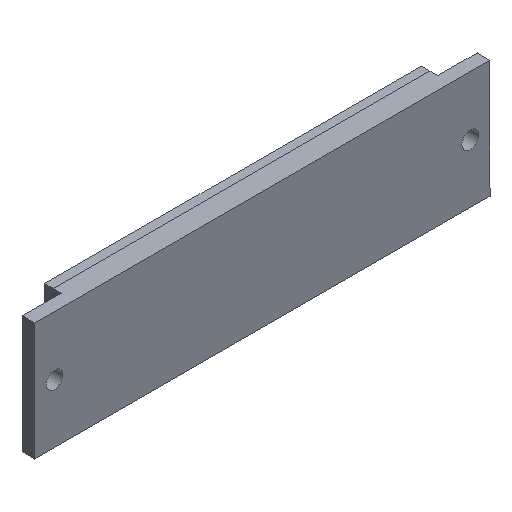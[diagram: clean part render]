
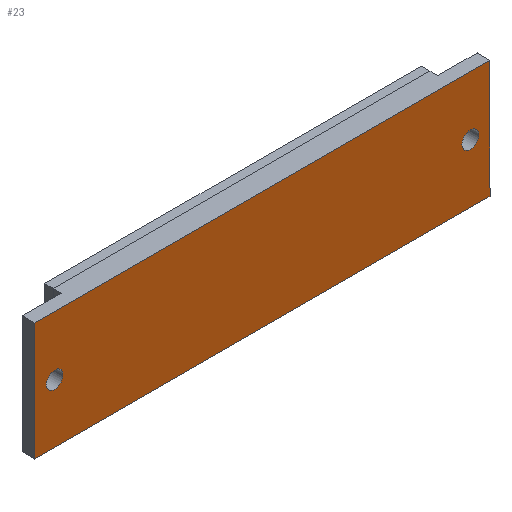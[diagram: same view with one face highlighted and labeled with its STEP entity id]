
A CAD part, isometric view. The second image highlights one B-rep face of the part: STEP entity #23.
In plain terms, the highlighted planar face has unit normal (0, -1, 0).
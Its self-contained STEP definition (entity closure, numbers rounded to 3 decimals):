
#5 = DIRECTION ( 'NONE',  ( 0., 0., 1. ) ) ;
#23 = ADVANCED_FACE ( 'NONE', ( #701, #651, #374 ), #846, .F. ) ;
#43 = CARTESIAN_POINT ( 'NONE',  ( -53., 0., 0. ) ) ;
#62 = VECTOR ( 'NONE', #254, 1000. ) ;
#65 = CARTESIAN_POINT ( 'NONE',  ( 53., 0., 0. ) ) ;
#69 = EDGE_CURVE ( 'NONE', #461, #461, #298, .T. ) ;
#86 = VERTEX_POINT ( 'NONE', #706 ) ;
#89 = DIRECTION ( 'NONE',  ( 0., 0., 1. ) ) ;
#94 = AXIS2_PLACEMENT_3D ( 'NONE', #110, #320, #451 ) ;
#96 = DIRECTION ( 'NONE',  ( -1., 0., 0. ) ) ;
#103 = EDGE_LOOP ( 'NONE', ( #673 ) ) ;
#104 = EDGE_LOOP ( 'NONE', ( #605, #496, #729, #432 ) ) ;
#110 = CARTESIAN_POINT ( 'NONE',  ( 0., 0., 0. ) ) ;
#121 = DIRECTION ( 'NONE',  ( 0., 1., 0. ) ) ;
#128 = CARTESIAN_POINT ( 'NONE',  ( 53., 0., 2.15 ) ) ;
#130 = CARTESIAN_POINT ( 'NONE',  ( 58., 0., 15. ) ) ;
#136 = VERTEX_POINT ( 'NONE', #391 ) ;
#160 = VECTOR ( 'NONE', #338, 1000. ) ;
#214 = AXIS2_PLACEMENT_3D ( 'NONE', #43, #121, #632 ) ;
#230 = VECTOR ( 'NONE', #89, 1000. ) ;
#232 = CARTESIAN_POINT ( 'NONE',  ( -58., 0., -15. ) ) ;
#254 = DIRECTION ( 'NONE',  ( 1., 0., 0. ) ) ;
#266 = ORIENTED_EDGE ( 'NONE', *, *, #364, .T. ) ;
#271 = CARTESIAN_POINT ( 'NONE',  ( 58., 0., -15. ) ) ;
#298 = CIRCLE ( 'NONE', #789, 2.15 ) ;
#319 = CARTESIAN_POINT ( 'NONE',  ( -58., 0., 15. ) ) ;
#320 = DIRECTION ( 'NONE',  ( 0., 1., 0. ) ) ;
#330 = EDGE_CURVE ( 'NONE', #86, #515, #567, .T. ) ;
#338 = DIRECTION ( 'NONE',  ( 0., 0., -1. ) ) ;
#364 = EDGE_CURVE ( 'NONE', #136, #136, #375, .T. ) ;
#374 = FACE_OUTER_BOUND ( 'NONE', #104, .T. ) ;
#375 = CIRCLE ( 'NONE', #214, 2.15 ) ;
#391 = CARTESIAN_POINT ( 'NONE',  ( -53., 0., 2.15 ) ) ;
#397 = LINE ( 'NONE', #664, #160 ) ;
#405 = EDGE_LOOP ( 'NONE', ( #266 ) ) ;
#432 = ORIENTED_EDGE ( 'NONE', *, *, #617, .F. ) ;
#451 = DIRECTION ( 'NONE',  ( 0., 0., 1. ) ) ;
#461 = VERTEX_POINT ( 'NONE', #128 ) ;
#476 = LINE ( 'NONE', #488, #653 ) ;
#478 = VERTEX_POINT ( 'NONE', #271 ) ;
#488 = CARTESIAN_POINT ( 'NONE',  ( -58., 0., -15. ) ) ;
#496 = ORIENTED_EDGE ( 'NONE', *, *, #330, .F. ) ;
#515 = VERTEX_POINT ( 'NONE', #130 ) ;
#518 = DIRECTION ( 'NONE',  ( 0., 1., 0. ) ) ;
#543 = EDGE_CURVE ( 'NONE', #515, #478, #397, .T. ) ;
#567 = LINE ( 'NONE', #319, #62 ) ;
#569 = VERTEX_POINT ( 'NONE', #677 ) ;
#605 = ORIENTED_EDGE ( 'NONE', *, *, #543, .F. ) ;
#617 = EDGE_CURVE ( 'NONE', #478, #569, #476, .T. ) ;
#632 = DIRECTION ( 'NONE',  ( 0., 0., 1. ) ) ;
#651 = FACE_BOUND ( 'NONE', #103, .T. ) ;
#653 = VECTOR ( 'NONE', #96, 1000. ) ;
#664 = CARTESIAN_POINT ( 'NONE',  ( 58., 0., -15. ) ) ;
#670 = EDGE_CURVE ( 'NONE', #569, #86, #806, .T. ) ;
#673 = ORIENTED_EDGE ( 'NONE', *, *, #69, .T. ) ;
#677 = CARTESIAN_POINT ( 'NONE',  ( -58., 0., -15. ) ) ;
#701 = FACE_BOUND ( 'NONE', #405, .T. ) ;
#706 = CARTESIAN_POINT ( 'NONE',  ( -58., 0., 15. ) ) ;
#729 = ORIENTED_EDGE ( 'NONE', *, *, #670, .F. ) ;
#789 = AXIS2_PLACEMENT_3D ( 'NONE', #65, #518, #5 ) ;
#806 = LINE ( 'NONE', #232, #230 ) ;
#846 = PLANE ( 'NONE',  #94 ) ;
